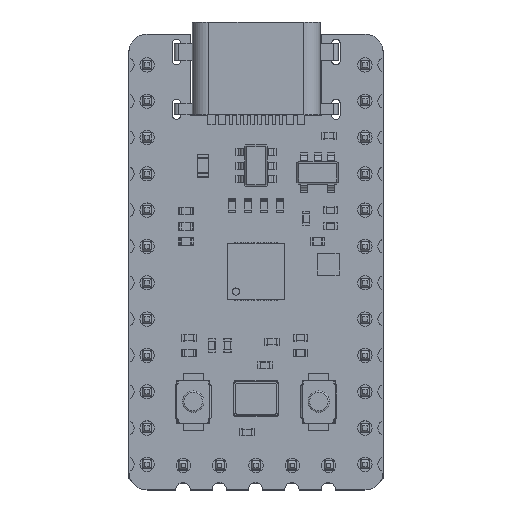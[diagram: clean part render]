
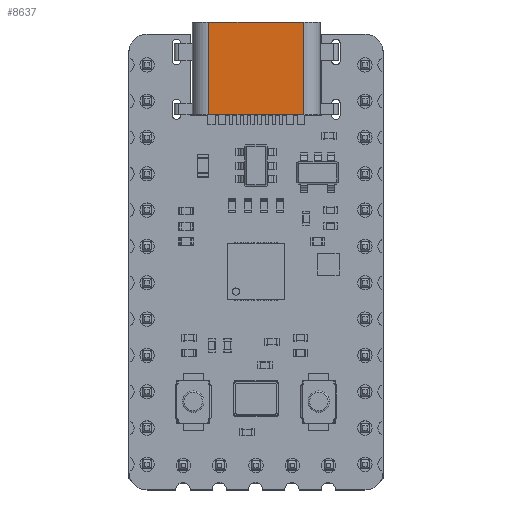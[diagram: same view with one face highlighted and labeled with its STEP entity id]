
A CAD part, top view. The second image highlights one B-rep face of the part: STEP entity #8637.
In plain terms, the highlighted planar face has unit normal (0, 0, 1).
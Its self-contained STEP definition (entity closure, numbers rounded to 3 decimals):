
#8637 = ADVANCED_FACE('',(#8638),#8672,.T.);
#8638 = FACE_BOUND('',#8639,.T.);
#8639 = EDGE_LOOP('',(#8640,#8650,#8658,#8666));
#8640 = ORIENTED_EDGE('',*,*,#8641,.T.);
#8641 = EDGE_CURVE('',#8642,#8644,#8646,.T.);
#8642 = VERTEX_POINT('',#8643);
#8643 = CARTESIAN_POINT('',(-3.32,0.,1.58));
#8644 = VERTEX_POINT('',#8645);
#8645 = CARTESIAN_POINT('',(3.32,0.,1.58));
#8646 = LINE('',#8647,#8648);
#8647 = CARTESIAN_POINT('',(-3.32,0.,1.58));
#8648 = VECTOR('',#8649,1.);
#8649 = DIRECTION('',(1.,0.,0.));
#8650 = ORIENTED_EDGE('',*,*,#8651,.T.);
#8651 = EDGE_CURVE('',#8644,#8652,#8654,.T.);
#8652 = VERTEX_POINT('',#8653);
#8653 = CARTESIAN_POINT('',(3.32,6.5,1.58));
#8654 = LINE('',#8655,#8656);
#8655 = CARTESIAN_POINT('',(3.32,0.,1.58));
#8656 = VECTOR('',#8657,1.);
#8657 = DIRECTION('',(0.,1.,0.));
#8658 = ORIENTED_EDGE('',*,*,#8659,.F.);
#8659 = EDGE_CURVE('',#8660,#8652,#8662,.T.);
#8660 = VERTEX_POINT('',#8661);
#8661 = CARTESIAN_POINT('',(-3.32,6.5,1.58));
#8662 = LINE('',#8663,#8664);
#8663 = CARTESIAN_POINT('',(-3.32,6.5,1.58));
#8664 = VECTOR('',#8665,1.);
#8665 = DIRECTION('',(1.,0.,0.));
#8666 = ORIENTED_EDGE('',*,*,#8667,.F.);
#8667 = EDGE_CURVE('',#8642,#8660,#8668,.T.);
#8668 = LINE('',#8669,#8670);
#8669 = CARTESIAN_POINT('',(-3.32,0.,1.58));
#8670 = VECTOR('',#8671,1.);
#8671 = DIRECTION('',(0.,1.,0.));
#8672 = PLANE('',#8673);
#8673 = AXIS2_PLACEMENT_3D('',#8674,#8675,#8676);
#8674 = CARTESIAN_POINT('',(-3.32,0.,1.58));
#8675 = DIRECTION('',(0.,0.,1.));
#8676 = DIRECTION('',(1.,0.,-0.));
